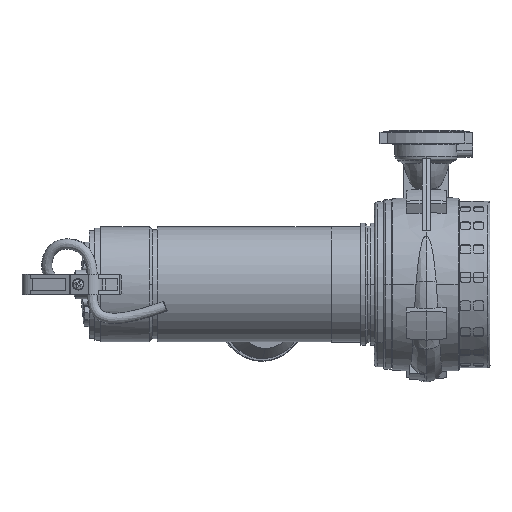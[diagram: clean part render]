
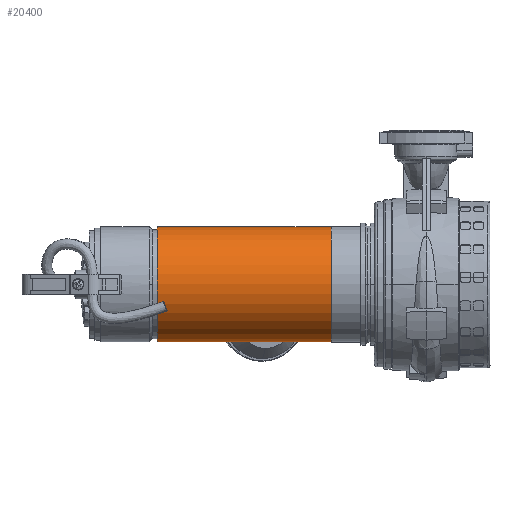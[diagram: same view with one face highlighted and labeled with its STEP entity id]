
A CAD part, left-side view. The second image highlights one B-rep face of the part: STEP entity #20400.
In plain terms, the highlighted cylindrical face has radius 56 mm (diameter 112 mm), a partial arc.
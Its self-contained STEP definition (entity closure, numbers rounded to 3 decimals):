
#1574 = DIRECTION ( 'NONE',  ( 0., -1., 0. ) ) ;
#1857 = LINE ( 'NONE', #24942, #29131 ) ;
#2270 = CIRCLE ( 'NONE', #18525, 56. ) ;
#2925 = AXIS2_PLACEMENT_3D ( 'NONE', #21793, #69417, #15920 ) ;
#4859 = CARTESIAN_POINT ( 'NONE',  ( 0., 220., 0. ) ) ;
#9231 = CARTESIAN_POINT ( 'NONE',  ( 0., 51., -56. ) ) ;
#10357 = EDGE_CURVE ( 'NONE', #50412, #22773, #67370, .T. ) ;
#13097 = CARTESIAN_POINT ( 'NONE',  ( 0., 220., 56. ) ) ;
#14145 = CIRCLE ( 'NONE', #2925, 56. ) ;
#15067 = VERTEX_POINT ( 'NONE', #9231 ) ;
#15920 = DIRECTION ( 'NONE',  ( 0., 0., -1. ) ) ;
#16057 = CARTESIAN_POINT ( 'NONE',  ( 0., 51., 56. ) ) ;
#18134 = DIRECTION ( 'NONE',  ( 0., 0., -1. ) ) ;
#18525 = AXIS2_PLACEMENT_3D ( 'NONE', #47592, #29628, #42113 ) ;
#20400 = ADVANCED_FACE ( 'NONE', ( #70473 ), #64616, .T. ) ;
#21793 = CARTESIAN_POINT ( 'NONE',  ( 0., 220., 0. ) ) ;
#22773 = VERTEX_POINT ( 'NONE', #16057 ) ;
#24582 = EDGE_LOOP ( 'NONE', ( #30520, #39189, #59270, #38019 ) ) ;
#24942 = CARTESIAN_POINT ( 'NONE',  ( 0., 220., -56. ) ) ;
#26804 = VERTEX_POINT ( 'NONE', #33170 ) ;
#29131 = VECTOR ( 'NONE', #36643, 1000. ) ;
#29628 = DIRECTION ( 'NONE',  ( 0., 1., 0. ) ) ;
#30520 = ORIENTED_EDGE ( 'NONE', *, *, #40855, .T. ) ;
#33170 = CARTESIAN_POINT ( 'NONE',  ( 0., 220., -56. ) ) ;
#36643 = DIRECTION ( 'NONE',  ( 0., -1., 0. ) ) ;
#38019 = ORIENTED_EDGE ( 'NONE', *, *, #57009, .F. ) ;
#39076 = EDGE_CURVE ( 'NONE', #22773, #15067, #2270, .T. ) ;
#39189 = ORIENTED_EDGE ( 'NONE', *, *, #10357, .T. ) ;
#40855 = EDGE_CURVE ( 'NONE', #26804, #50412, #14145, .T. ) ;
#42113 = DIRECTION ( 'NONE',  ( 0., 0., -1. ) ) ;
#43844 = AXIS2_PLACEMENT_3D ( 'NONE', #4859, #1574, #18134 ) ;
#47592 = CARTESIAN_POINT ( 'NONE',  ( 0., 51., 0. ) ) ;
#49622 = VECTOR ( 'NONE', #61887, 1000. ) ;
#50412 = VERTEX_POINT ( 'NONE', #54732 ) ;
#54732 = CARTESIAN_POINT ( 'NONE',  ( 0., 220., 56. ) ) ;
#57009 = EDGE_CURVE ( 'NONE', #26804, #15067, #1857, .T. ) ;
#59270 = ORIENTED_EDGE ( 'NONE', *, *, #39076, .T. ) ;
#61887 = DIRECTION ( 'NONE',  ( 0., -1., 0. ) ) ;
#64616 = CYLINDRICAL_SURFACE ( 'NONE', #43844, 56. ) ;
#67370 = LINE ( 'NONE', #13097, #49622 ) ;
#69417 = DIRECTION ( 'NONE',  ( 0., -1., 0. ) ) ;
#70473 = FACE_OUTER_BOUND ( 'NONE', #24582, .T. ) ;
